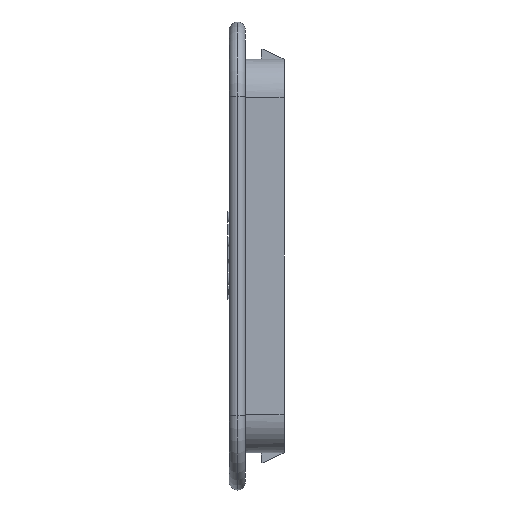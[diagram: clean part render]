
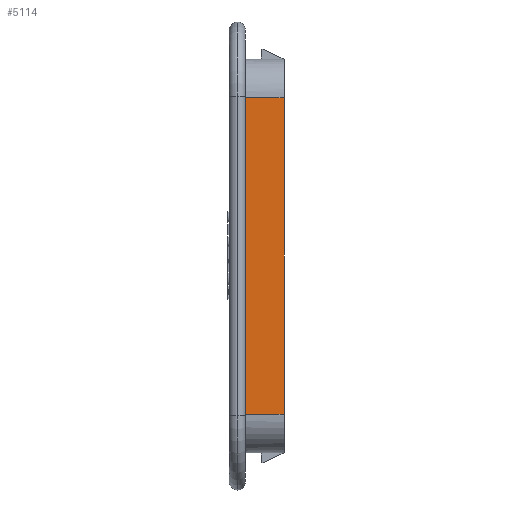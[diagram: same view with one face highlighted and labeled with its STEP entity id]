
A CAD part, front view. The second image highlights one B-rep face of the part: STEP entity #5114.
In plain terms, the highlighted planar face has unit normal (0, -1, 0).
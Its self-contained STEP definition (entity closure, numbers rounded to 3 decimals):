
#985=DIRECTION('',(0.,0.,1.));
#986=VECTOR('',#985,49.);
#987=CARTESIAN_POINT('',(2.5,-52.,-24.5));
#988=LINE('',#987,#986);
#1032=DIRECTION('',(1.,0.,0.));
#1033=VECTOR('',#1032,6.);
#1034=CARTESIAN_POINT('',(2.5,-52.,24.5));
#1035=LINE('',#1034,#1033);
#1040=DIRECTION('',(0.,0.,-1.));
#1041=VECTOR('',#1040,49.);
#1042=CARTESIAN_POINT('',(8.5,-52.,24.5));
#1043=LINE('',#1042,#1041);
#1066=DIRECTION('',(-1.,0.,0.));
#1067=VECTOR('',#1066,6.);
#1068=CARTESIAN_POINT('',(8.5,-52.,-24.5));
#1069=LINE('',#1068,#1067);
#3778=CARTESIAN_POINT('',(8.5,-52.,24.5));
#3779=CARTESIAN_POINT('',(8.5,-52.,-24.5));
#3780=VERTEX_POINT('',#3778);
#3781=VERTEX_POINT('',#3779);
#4135=CARTESIAN_POINT('',(2.5,-52.,-24.5));
#4136=CARTESIAN_POINT('',(2.5,-52.,24.5));
#4137=VERTEX_POINT('',#4135);
#4138=VERTEX_POINT('',#4136);
#5102=CARTESIAN_POINT('',(2.5,-52.,-24.5));
#5103=DIRECTION('',(0.,-1.,0.));
#5104=DIRECTION('',(0.,0.,-1.));
#5105=AXIS2_PLACEMENT_3D('',#5102,#5103,#5104);
#5106=PLANE('',#5105);
#5107=ORIENTED_EDGE('',*,*,#5089,.T.);
#5109=ORIENTED_EDGE('',*,*,#5108,.T.);
#5110=ORIENTED_EDGE('',*,*,#5052,.T.);
#5111=ORIENTED_EDGE('',*,*,#5074,.T.);
#5112=EDGE_LOOP('',(#5107,#5109,#5110,#5111));
#5113=FACE_OUTER_BOUND('',#5112,.F.);
#5114=ADVANCED_FACE('',(#5113),#5106,.T.);
#5052=EDGE_CURVE('',#4137,#4138,#988,.T.);
#5074=EDGE_CURVE('',#4138,#3780,#1035,.T.);
#5089=EDGE_CURVE('',#3780,#3781,#1043,.T.);
#5108=EDGE_CURVE('',#3781,#4137,#1069,.T.);
